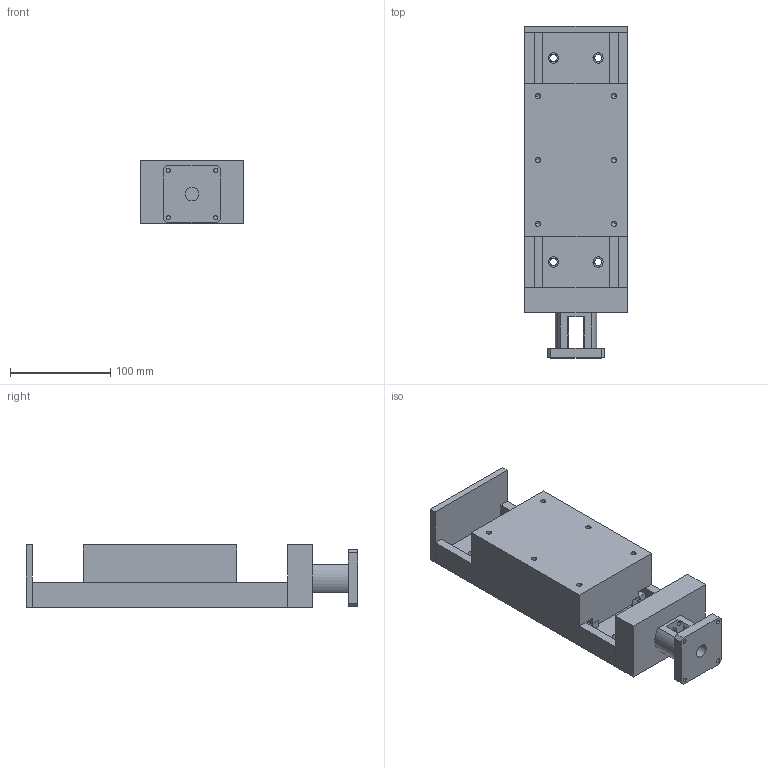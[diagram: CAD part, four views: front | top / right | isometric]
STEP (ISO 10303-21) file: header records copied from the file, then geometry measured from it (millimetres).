
FILE_DESCRIPTION((''),'2;1');
FILE_NAME('VTRAC4-10-4.stp','2004-02-08T18:23:12',('Owner'),(''),'Autodesk Inventor (tm) 5.3','Autodesk Inventor (tm) 5.3','');
FILE_SCHEMA(('CONFIG_CONTROL_DESIGN'));
Length unit declared in the file: inch
Products named in the file (7): VTRAC4-10-4; VTRAC4-10-4 BOTTOM-BASE; VTRAC4-10-4 ~~MTRBRKT23; VTRAC4-10-4 END-PLATE-FRONT; VTRAC4-10-4 END-PLATE-REAR; VTRAC4-10-4 RAIL-A; VTRAC4-10-4 TOP-BASE
Assembly tree (9 placements, depth 2):
  VTRAC4-10-4
    VTRAC4-10-4 BOTTOM-BASE
    VTRAC4-10-4 ~~MTRBRKT23
    VTRAC4-10-4 END-PLATE-FRONT
    VTRAC4-10-4 END-PLATE-REAR
    VTRAC4-10-4 RAIL-A  x4
    VTRAC4-10-4 TOP-BASE
Bounding box: 101.6 x 330.45 x 61.98 mm (x, y, z)
Volume: 1265130.4 mm3; surface area: 203558.3 mm2
Topology: 9 solids, 9 shells, 204 faces, 526 edges, 334 vertices
Faces by surface type: plane 118, bspline 68, cylinder 18
Entity records: 6498 total; most frequent: CARTESIAN_POINT 1902, ORIENTED_EDGE 760, DIRECTION 712, EDGE_CURVE 380, VECTOR 256, LINE 256, VERTEX_POINT 250, AXIS2_PLACEMENT_3D 228
